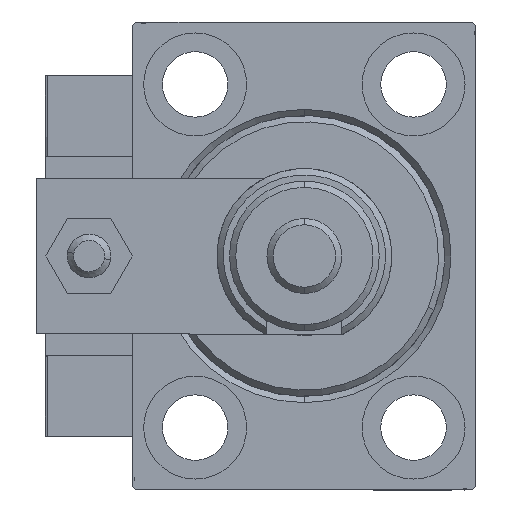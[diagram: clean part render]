
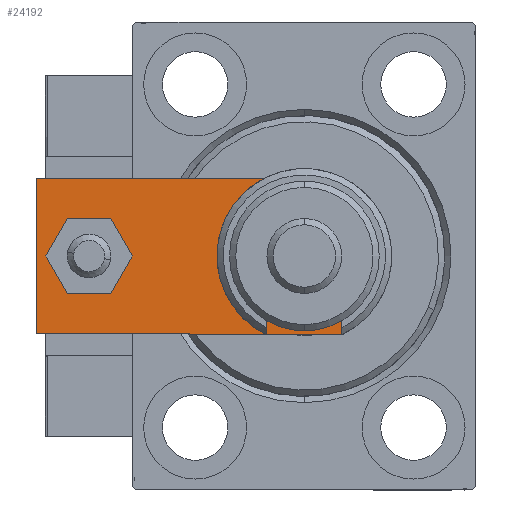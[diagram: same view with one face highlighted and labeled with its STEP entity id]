
A CAD part, left-side view. The second image highlights one B-rep face of the part: STEP entity #24192.
In plain terms, the highlighted face is planar.
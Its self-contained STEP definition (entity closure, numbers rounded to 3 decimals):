
#611 = CARTESIAN_POINT ( 'NONE',  ( -3.42, -3.42, 6. ) ) ;
#699 = VECTOR ( 'NONE', #18419, 1000. ) ;
#828 = VERTEX_POINT ( 'NONE', #909 ) ;
#909 = CARTESIAN_POINT ( 'NONE',  ( -12.5, 55., 6. ) ) ;
#1949 = CARTESIAN_POINT ( 'NONE',  ( 8.25, 12., 6. ) ) ;
#2145 = CARTESIAN_POINT ( 'NONE',  ( -12.5, 55., 6. ) ) ;
#2256 = VERTEX_POINT ( 'NONE', #35110 ) ;
#3275 = EDGE_LOOP ( 'NONE', ( #46758, #42693 ) ) ;
#3621 = EDGE_CURVE ( 'NONE', #7597, #15553, #7974, .T. ) ;
#4499 = DIRECTION ( 'NONE',  ( 1., 0., 0. ) ) ;
#5548 = EDGE_CURVE ( 'NONE', #17138, #828, #36483, .T. ) ;
#5924 = VERTEX_POINT ( 'NONE', #6187 ) ;
#6187 = CARTESIAN_POINT ( 'NONE',  ( 12.5, 5.66, 6. ) ) ;
#6256 = EDGE_LOOP ( 'NONE', ( #44186, #48787 ) ) ;
#6678 = CARTESIAN_POINT ( 'NONE',  ( 3.42, -3.42, 6. ) ) ;
#7116 = EDGE_CURVE ( 'NONE', #2256, #5924, #42598, .T. ) ;
#7597 = VERTEX_POINT ( 'NONE', #1949 ) ;
#7896 = CARTESIAN_POINT ( 'NONE',  ( 12.5, 0., 6. ) ) ;
#7974 = CIRCLE ( 'NONE', #50810, 8.25 ) ;
#7985 = VERTEX_POINT ( 'NONE', #30275 ) ;
#10271 = DIRECTION ( 'NONE',  ( 1., 0., 0. ) ) ;
#10639 = CARTESIAN_POINT ( 'NONE',  ( -12.5, 0., 6. ) ) ;
#10851 = LINE ( 'NONE', #7896, #46722 ) ;
#11773 = CARTESIAN_POINT ( 'NONE',  ( 0., 46.5, 6. ) ) ;
#12739 = EDGE_CURVE ( 'NONE', #47204, #30156, #35353, .T. ) ;
#13827 = ORIENTED_EDGE ( 'NONE', *, *, #7116, .T. ) ;
#14557 = FACE_OUTER_BOUND ( 'NONE', #20737, .T. ) ;
#15553 = VERTEX_POINT ( 'NONE', #27237 ) ;
#16167 = EDGE_CURVE ( 'NONE', #30156, #47204, #38895, .T. ) ;
#17138 = VERTEX_POINT ( 'NONE', #28686 ) ;
#17431 = ORIENTED_EDGE ( 'NONE', *, *, #5548, .T. ) ;
#17668 = DIRECTION ( 'NONE',  ( 0., -1., 0. ) ) ;
#18419 = DIRECTION ( 'NONE',  ( 1., 0., 0. ) ) ;
#18518 = AXIS2_PLACEMENT_3D ( 'NONE', #48024, #22819, #10271 ) ;
#18669 = EDGE_CURVE ( 'NONE', #5924, #17138, #10851, .T. ) ;
#18828 = FACE_BOUND ( 'NONE', #3275, .T. ) ;
#19111 = DIRECTION ( 'NONE',  ( 0., 0., 1. ) ) ;
#19578 = CARTESIAN_POINT ( 'NONE',  ( 4., 46.5, 6. ) ) ;
#20074 = VECTOR ( 'NONE', #31319, 1000. ) ;
#20294 = DIRECTION ( 'NONE',  ( 0., 0., 1. ) ) ;
#20577 = DIRECTION ( 'NONE',  ( 1., 0., 0. ) ) ;
#20737 = EDGE_LOOP ( 'NONE', ( #30217, #37963, #32452, #13827, #43093, #17431 ) ) ;
#20751 = AXIS2_PLACEMENT_3D ( 'NONE', #11773, #44461, #20577 ) ;
#22819 = DIRECTION ( 'NONE',  ( 0., 0., 1. ) ) ;
#23936 = CIRCLE ( 'NONE', #50515, 8.25 ) ;
#24192 = ADVANCED_FACE ( 'NONE', ( #18828, #14557, #31946 ), #26605, .T. ) ;
#24851 = CARTESIAN_POINT ( 'NONE',  ( 0., 46.5, 6. ) ) ;
#26605 = PLANE ( 'NONE',  #18518 ) ;
#27201 = DIRECTION ( 'NONE',  ( 0., 1., 0. ) ) ;
#27237 = CARTESIAN_POINT ( 'NONE',  ( -8.25, 12., 6. ) ) ;
#27682 = CARTESIAN_POINT ( 'NONE',  ( 0., 12., 6. ) ) ;
#28686 = CARTESIAN_POINT ( 'NONE',  ( 12.5, 55., 6. ) ) ;
#30156 = VERTEX_POINT ( 'NONE', #33416 ) ;
#30217 = ORIENTED_EDGE ( 'NONE', *, *, #38097, .T. ) ;
#30275 = CARTESIAN_POINT ( 'NONE',  ( -6.84, 0., 6. ) ) ;
#31138 = VECTOR ( 'NONE', #17668, 1000. ) ;
#31319 = DIRECTION ( 'NONE',  ( 0.707, 0.707, 0. ) ) ;
#31946 = FACE_BOUND ( 'NONE', #6256, .T. ) ;
#32131 = DIRECTION ( 'NONE',  ( 0., 0., 1. ) ) ;
#32452 = ORIENTED_EDGE ( 'NONE', *, *, #50096, .T. ) ;
#33066 = CARTESIAN_POINT ( 'NONE',  ( -12.5, 5.66, 6. ) ) ;
#33087 = EDGE_CURVE ( 'NONE', #48951, #7985, #41051, .T. ) ;
#33416 = CARTESIAN_POINT ( 'NONE',  ( -4., 46.5, 6. ) ) ;
#35110 = CARTESIAN_POINT ( 'NONE',  ( 6.84, 0., 6. ) ) ;
#35353 = CIRCLE ( 'NONE', #20751, 4. ) ;
#35468 = AXIS2_PLACEMENT_3D ( 'NONE', #24851, #32131, #48472 ) ;
#35662 = EDGE_CURVE ( 'NONE', #15553, #7597, #23936, .T. ) ;
#36483 = LINE ( 'NONE', #48544, #42305 ) ;
#37963 = ORIENTED_EDGE ( 'NONE', *, *, #33087, .T. ) ;
#38097 = EDGE_CURVE ( 'NONE', #828, #48951, #51175, .T. ) ;
#38543 = LINE ( 'NONE', #10639, #699 ) ;
#38895 = CIRCLE ( 'NONE', #35468, 4. ) ;
#39438 = VECTOR ( 'NONE', #48826, 1000. ) ;
#41051 = LINE ( 'NONE', #611, #39438 ) ;
#42305 = VECTOR ( 'NONE', #44513, 1000. ) ;
#42598 = LINE ( 'NONE', #6678, #20074 ) ;
#42693 = ORIENTED_EDGE ( 'NONE', *, *, #12739, .F. ) ;
#43093 = ORIENTED_EDGE ( 'NONE', *, *, #18669, .T. ) ;
#44186 = ORIENTED_EDGE ( 'NONE', *, *, #35662, .F. ) ;
#44461 = DIRECTION ( 'NONE',  ( 0., 0., 1. ) ) ;
#44513 = DIRECTION ( 'NONE',  ( -1., 0., 0. ) ) ;
#46722 = VECTOR ( 'NONE', #27201, 1000. ) ;
#46758 = ORIENTED_EDGE ( 'NONE', *, *, #16167, .F. ) ;
#47204 = VERTEX_POINT ( 'NONE', #19578 ) ;
#48024 = CARTESIAN_POINT ( 'NONE',  ( 0., 0., 6. ) ) ;
#48472 = DIRECTION ( 'NONE',  ( 1., 0., 0. ) ) ;
#48544 = CARTESIAN_POINT ( 'NONE',  ( 12.5, 55., 6. ) ) ;
#48787 = ORIENTED_EDGE ( 'NONE', *, *, #3621, .F. ) ;
#48826 = DIRECTION ( 'NONE',  ( 0.707, -0.707, 0. ) ) ;
#48951 = VERTEX_POINT ( 'NONE', #33066 ) ;
#50096 = EDGE_CURVE ( 'NONE', #7985, #2256, #38543, .T. ) ;
#50515 = AXIS2_PLACEMENT_3D ( 'NONE', #27682, #19111, #51819 ) ;
#50810 = AXIS2_PLACEMENT_3D ( 'NONE', #52465, #20294, #4499 ) ;
#51175 = LINE ( 'NONE', #2145, #31138 ) ;
#51819 = DIRECTION ( 'NONE',  ( 1., 0., 0. ) ) ;
#52465 = CARTESIAN_POINT ( 'NONE',  ( 0., 12., 6. ) ) ;
